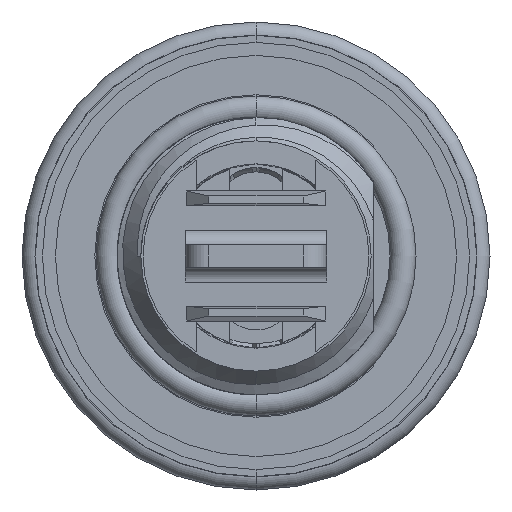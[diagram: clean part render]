
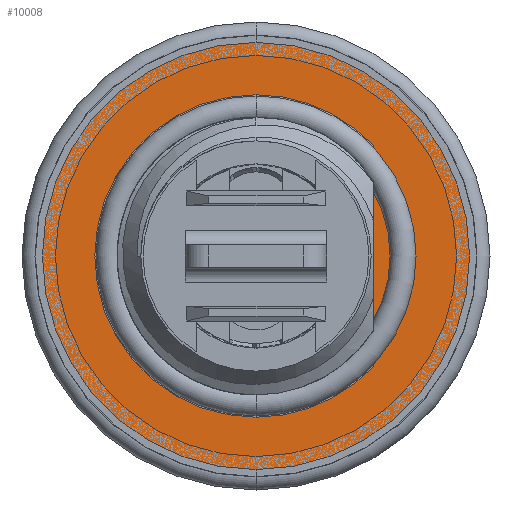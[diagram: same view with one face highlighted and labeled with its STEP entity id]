
A CAD part, front view. The second image highlights one B-rep face of the part: STEP entity #10008.
In plain terms, the highlighted planar face has unit normal (0, -1, 0).
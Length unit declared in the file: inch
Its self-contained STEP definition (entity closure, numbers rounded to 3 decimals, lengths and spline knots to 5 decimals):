
#222 = EDGE_LOOP ( 'NONE', ( #6085, #9637 ) ) ;
#389 = CARTESIAN_POINT ( 'NONE',  ( -0.217, 1.575, 0. ) ) ;
#412 = ORIENTED_EDGE ( 'NONE', *, *, #5094, .F. ) ;
#857 = CARTESIAN_POINT ( 'NONE',  ( 0., 1.575, -0.217 ) ) ;
#956 = DIRECTION ( 'NONE',  ( 0., 0., 1. ) ) ;
#1146 = CARTESIAN_POINT ( 'NONE',  ( 0., 1.575, 0. ) ) ;
#1773 = DIRECTION ( 'NONE',  ( 0., 0., 1. ) ) ;
#2127 = VERTEX_POINT ( 'NONE', #5409 ) ;
#2521 = DIRECTION ( 'NONE',  ( 0., 0., -1. ) ) ;
#2879 = VERTEX_POINT ( 'NONE', #7217 ) ;
#3391 = CARTESIAN_POINT ( 'NONE',  ( 0.158, 1.575, 0. ) ) ;
#4426 = EDGE_CURVE ( 'NONE', #16036, #15487, #14126, .T. ) ;
#4447 = DIRECTION ( 'NONE',  ( 0., -1., 0. ) ) ;
#4837 = FACE_OUTER_BOUND ( 'NONE', #222, .T. ) ;
#5094 = EDGE_CURVE ( 'NONE', #2127, #2879, #13246, .T. ) ;
#5409 = CARTESIAN_POINT ( 'NONE',  ( 0.158, 1.575, -0.14874 ) ) ;
#6015 = DIRECTION ( 'NONE',  ( 0., -1., 0. ) ) ;
#6085 = ORIENTED_EDGE ( 'NONE', *, *, #6855, .T. ) ;
#6184 = VERTEX_POINT ( 'NONE', #9068 ) ;
#6298 = DIRECTION ( 'NONE',  ( 0., 0., 1. ) ) ;
#6301 = AXIS2_PLACEMENT_3D ( 'NONE', #17502, #9208, #956 ) ;
#6855 = EDGE_CURVE ( 'NONE', #15487, #16036, #10586, .T. ) ;
#7109 = CIRCLE ( 'NONE', #11781, 0.217 ) ;
#7217 = CARTESIAN_POINT ( 'NONE',  ( 0.158, 1.575, 0.14874 ) ) ;
#7282 = ORIENTED_EDGE ( 'NONE', *, *, #7757, .F. ) ;
#7739 = DIRECTION ( 'NONE',  ( 0., -1., 0. ) ) ;
#7757 = EDGE_CURVE ( 'NONE', #11715, #2127, #14862, .T. ) ;
#9068 = CARTESIAN_POINT ( 'NONE',  ( 0., 1.575, 0.217 ) ) ;
#9192 = CARTESIAN_POINT ( 'NONE',  ( 0., 1.575, 0.2875 ) ) ;
#9208 = DIRECTION ( 'NONE',  ( 0., -1., 0. ) ) ;
#9567 = VECTOR ( 'NONE', #6298, 39.37008 ) ;
#9637 = ORIENTED_EDGE ( 'NONE', *, *, #4426, .T. ) ;
#10008 = ADVANCED_FACE ( 'NONE', ( #11287, #4837 ), #16884, .F. ) ;
#10032 = DIRECTION ( 'NONE',  ( 0., 1., 0. ) ) ;
#10457 = CARTESIAN_POINT ( 'NONE',  ( 0., 1.575, -0.2875 ) ) ;
#10586 = CIRCLE ( 'NONE', #6301, 0.2875 ) ;
#10791 = DIRECTION ( 'NONE',  ( 0., -1., 0. ) ) ;
#11287 = FACE_BOUND ( 'NONE', #12881, .T. ) ;
#11699 = EDGE_CURVE ( 'NONE', #6184, #11715, #15565, .T. ) ;
#11715 = VERTEX_POINT ( 'NONE', #857 ) ;
#11781 = AXIS2_PLACEMENT_3D ( 'NONE', #1146, #10791, #2521 ) ;
#12360 = EDGE_CURVE ( 'NONE', #2879, #6184, #7109, .T. ) ;
#12696 = CARTESIAN_POINT ( 'NONE',  ( 0., 1.575, 0. ) ) ;
#12881 = EDGE_LOOP ( 'NONE', ( #15163, #412, #7282, #14329 ) ) ;
#13246 = LINE ( 'NONE', #3391, #9567 ) ;
#13680 = AXIS2_PLACEMENT_3D ( 'NONE', #14271, #6015, #15657 ) ;
#14080 = DIRECTION ( 'NONE',  ( 0., 0., -1. ) ) ;
#14126 = CIRCLE ( 'NONE', #13680, 0.2875 ) ;
#14271 = CARTESIAN_POINT ( 'NONE',  ( 0., 1.575, 0. ) ) ;
#14329 = ORIENTED_EDGE ( 'NONE', *, *, #11699, .F. ) ;
#14862 = CIRCLE ( 'NONE', #15349, 0.217 ) ;
#15032 = AXIS2_PLACEMENT_3D ( 'NONE', #389, #10032, #1773 ) ;
#15163 = ORIENTED_EDGE ( 'NONE', *, *, #12360, .F. ) ;
#15349 = AXIS2_PLACEMENT_3D ( 'NONE', #12696, #4447, #14080 ) ;
#15487 = VERTEX_POINT ( 'NONE', #9192 ) ;
#15565 = CIRCLE ( 'NONE', #16531, 0.217 ) ;
#15657 = DIRECTION ( 'NONE',  ( 0., 0., 1. ) ) ;
#16011 = CARTESIAN_POINT ( 'NONE',  ( 0., 1.575, 0. ) ) ;
#16036 = VERTEX_POINT ( 'NONE', #10457 ) ;
#16531 = AXIS2_PLACEMENT_3D ( 'NONE', #16011, #7739, #17404 ) ;
#16884 = PLANE ( 'NONE',  #15032 ) ;
#17404 = DIRECTION ( 'NONE',  ( 0., 0., -1. ) ) ;
#17502 = CARTESIAN_POINT ( 'NONE',  ( 0., 1.575, 0. ) ) ;
